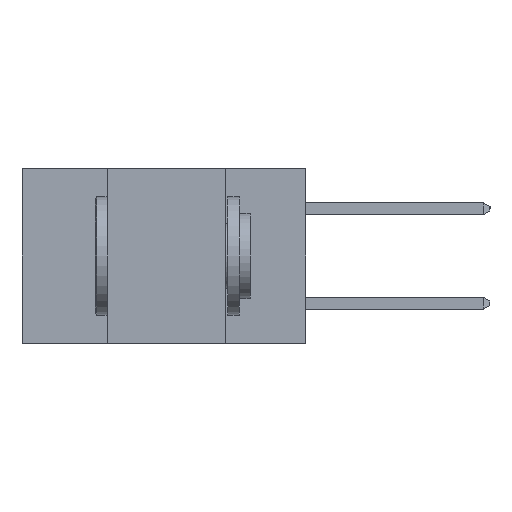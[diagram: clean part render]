
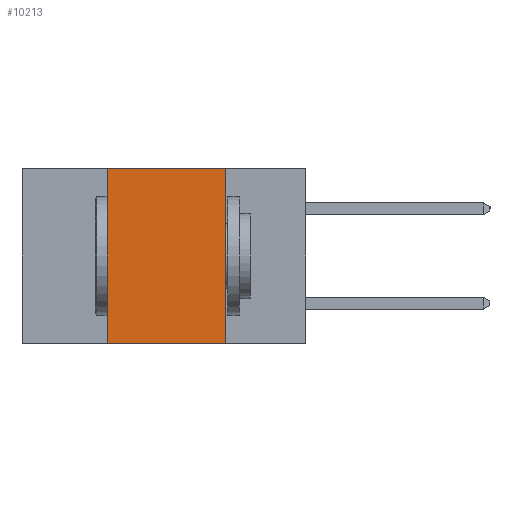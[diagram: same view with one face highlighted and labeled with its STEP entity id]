
A CAD part, left-side view. The second image highlights one B-rep face of the part: STEP entity #10213.
In plain terms, the highlighted planar face has unit normal (-1, 0, 0).
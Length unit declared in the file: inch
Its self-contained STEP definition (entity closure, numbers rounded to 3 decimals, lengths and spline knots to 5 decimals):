
#97 = EDGE_CURVE ( 'NONE', #16072, #6281, #7247, .T. ) ;
#363 = DIRECTION ( 'NONE',  ( 0., 0., -1. ) ) ;
#1316 = ORIENTED_EDGE ( 'NONE', *, *, #2455, .F. ) ;
#2455 = EDGE_CURVE ( 'NONE', #3128, #16072, #22771, .T. ) ;
#3128 = VERTEX_POINT ( 'NONE', #15218 ) ;
#3237 = CARTESIAN_POINT ( 'NONE',  ( 0., 0.6, 0. ) ) ;
#3937 = CARTESIAN_POINT ( 'NONE',  ( 0., 0.42, -0.37 ) ) ;
#4115 = LINE ( 'NONE', #17781, #11483 ) ;
#4618 = FACE_OUTER_BOUND ( 'NONE', #24543, .T. ) ;
#6281 = VERTEX_POINT ( 'NONE', #9559 ) ;
#7033 = CARTESIAN_POINT ( 'NONE',  ( 0., 0.42, 0. ) ) ;
#7247 = LINE ( 'NONE', #11151, #19411 ) ;
#8876 = AXIS2_PLACEMENT_3D ( 'NONE', #3237, #12394, #20429 ) ;
#9559 = CARTESIAN_POINT ( 'NONE',  ( 0., 0.17, 0. ) ) ;
#10213 = ADVANCED_FACE ( 'NONE', ( #4618 ), #16273, .F. ) ;
#10556 = DIRECTION ( 'NONE',  ( 0., -1., 0. ) ) ;
#11151 = CARTESIAN_POINT ( 'NONE',  ( 0., 0.6, 0. ) ) ;
#11483 = VECTOR ( 'NONE', #363, 39.37008 ) ;
#11592 = DIRECTION ( 'NONE',  ( 0., 0., 1. ) ) ;
#12394 = DIRECTION ( 'NONE',  ( 1., 0., 0. ) ) ;
#12883 = DIRECTION ( 'NONE',  ( 0., -1., 0. ) ) ;
#15218 = CARTESIAN_POINT ( 'NONE',  ( 0., 0.42, -0.37 ) ) ;
#15478 = VECTOR ( 'NONE', #11592, 39.37008 ) ;
#15768 = ORIENTED_EDGE ( 'NONE', *, *, #16115, .T. ) ;
#15950 = CARTESIAN_POINT ( 'NONE',  ( 0., 0.17, -0.37 ) ) ;
#16072 = VERTEX_POINT ( 'NONE', #7033 ) ;
#16115 = EDGE_CURVE ( 'NONE', #3128, #21046, #16320, .T. ) ;
#16189 = CARTESIAN_POINT ( 'NONE',  ( 0., 0.6, -0.37 ) ) ;
#16273 = PLANE ( 'NONE',  #8876 ) ;
#16320 = LINE ( 'NONE', #16189, #21881 ) ;
#17621 = ORIENTED_EDGE ( 'NONE', *, *, #18183, .F. ) ;
#17781 = CARTESIAN_POINT ( 'NONE',  ( 0., 0.17, -0.37 ) ) ;
#18183 = EDGE_CURVE ( 'NONE', #6281, #21046, #4115, .T. ) ;
#18453 = ORIENTED_EDGE ( 'NONE', *, *, #97, .F. ) ;
#19411 = VECTOR ( 'NONE', #12883, 39.37008 ) ;
#20429 = DIRECTION ( 'NONE',  ( 0., 0., -1. ) ) ;
#21046 = VERTEX_POINT ( 'NONE', #15950 ) ;
#21881 = VECTOR ( 'NONE', #10556, 39.37008 ) ;
#22771 = LINE ( 'NONE', #3937, #15478 ) ;
#24543 = EDGE_LOOP ( 'NONE', ( #17621, #18453, #1316, #15768 ) ) ;
